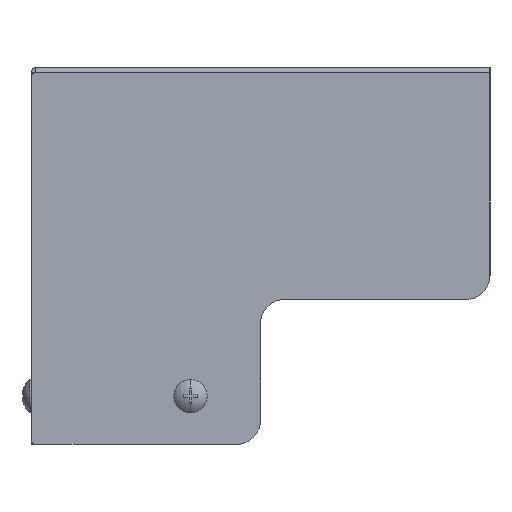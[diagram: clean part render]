
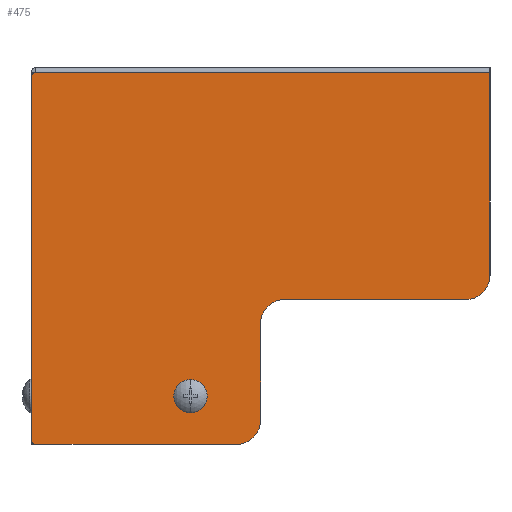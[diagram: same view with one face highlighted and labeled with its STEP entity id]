
A CAD part, left-side view. The second image highlights one B-rep face of the part: STEP entity #475.
In plain terms, the highlighted planar face has unit normal (-1, 0, 0).
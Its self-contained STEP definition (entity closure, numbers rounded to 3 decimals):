
#122 = ORIENTED_EDGE ( 'NONE', *, *, #1912, .F. ) ;
#123 = ORIENTED_EDGE ( 'NONE', *, *, #374, .F. ) ;
#124 = ORIENTED_EDGE ( 'NONE', *, *, #1913, .T. ) ;
#374 = EDGE_CURVE ( 'NONE', #2133, #2106, #3277, .T. ) ;
#475 = ADVANCED_FACE ( 'NONE', ( #3984, #3980 ), #3985, .T. ) ;
#485 = ORIENTED_EDGE ( 'NONE', *, *, #1909, .F. ) ;
#486 = ORIENTED_EDGE ( 'NONE', *, *, #1898, .F. ) ;
#487 = ORIENTED_EDGE ( 'NONE', *, *, #1915, .T. ) ;
#488 = ORIENTED_EDGE ( 'NONE', *, *, #1903, .F. ) ;
#489 = ORIENTED_EDGE ( 'NONE', *, *, #1916, .T. ) ;
#490 = ORIENTED_EDGE ( 'NONE', *, *, #1907, .F. ) ;
#491 = ORIENTED_EDGE ( 'NONE', *, *, #1917, .T. ) ;
#492 = ORIENTED_EDGE ( 'NONE', *, *, #1918, .T. ) ;
#493 = ORIENTED_EDGE ( 'NONE', *, *, #1919, .T. ) ;
#1368 = EDGE_LOOP ( 'NONE', ( #122, #123 ) ) ;
#1371 = EDGE_LOOP ( 'NONE', ( #124, #6836, #485, #486, #487, #488, #489, #490, #491, #492, #493 ) ) ;
#1898 = EDGE_CURVE ( 'NONE', #2107, #2118, #4277, .T. ) ;
#1903 = EDGE_CURVE ( 'NONE', #2113, #2087, #4282, .T. ) ;
#1907 = EDGE_CURVE ( 'NONE', #2111, #2103, #4283, .T. ) ;
#1909 = EDGE_CURVE ( 'NONE', #2118, #2086, #4313, .T. ) ;
#1912 = EDGE_CURVE ( 'NONE', #2106, #2133, #4521, .T. ) ;
#1913 = EDGE_CURVE ( 'NONE', #2114, #2119, #4314, .T. ) ;
#1914 = EDGE_CURVE ( 'NONE', #2119, #2086, #4519, .T. ) ;
#1915 = EDGE_CURVE ( 'NONE', #2107, #2087, #4525, .T. ) ;
#1916 = EDGE_CURVE ( 'NONE', #2113, #2103, #4527, .T. ) ;
#1917 = EDGE_CURVE ( 'NONE', #2111, #2088, #4529, .T. ) ;
#1918 = EDGE_CURVE ( 'NONE', #2088, #2093, #4332, .T. ) ;
#1919 = EDGE_CURVE ( 'NONE', #2093, #2114, #4533, .T. ) ;
#2086 = VERTEX_POINT ( 'NONE', #4935 ) ;
#2087 = VERTEX_POINT ( 'NONE', #4936 ) ;
#2088 = VERTEX_POINT ( 'NONE', #4937 ) ;
#2093 = VERTEX_POINT ( 'NONE', #4942 ) ;
#2103 = VERTEX_POINT ( 'NONE', #4952 ) ;
#2106 = VERTEX_POINT ( 'NONE', #4955 ) ;
#2107 = VERTEX_POINT ( 'NONE', #4956 ) ;
#2111 = VERTEX_POINT ( 'NONE', #4960 ) ;
#2113 = VERTEX_POINT ( 'NONE', #4962 ) ;
#2114 = VERTEX_POINT ( 'NONE', #4963 ) ;
#2118 = VERTEX_POINT ( 'NONE', #4967 ) ;
#2119 = VERTEX_POINT ( 'NONE', #4968 ) ;
#2133 = VERTEX_POINT ( 'NONE', #4982 ) ;
#3277 = CIRCLE ( 'NONE', #3281, 1.7 ) ;
#3281 = AXIS2_PLACEMENT_3D ( 'NONE', #3633, #3634, #3635 ) ;
#3412 = AXIS2_PLACEMENT_3D ( 'NONE', #3975, #3987, #3988 ) ;
#3633 = CARTESIAN_POINT ( 'NONE',  ( -68.75, 14.5, -68. ) ) ;
#3634 = DIRECTION ( 'NONE',  ( -1., 0., 0. ) ) ;
#3635 = DIRECTION ( 'NONE',  ( 0., 0., 1. ) ) ;
#3975 = CARTESIAN_POINT ( 'NONE',  ( -68.75, 47.5, -1. ) ) ;
#3980 = FACE_OUTER_BOUND ( 'NONE', #1371, .T. ) ;
#3984 = FACE_BOUND ( 'NONE', #1368, .T. ) ;
#3985 = PLANE ( 'NONE',  #3412 ) ;
#3987 = DIRECTION ( 'NONE',  ( -1., 0., 0. ) ) ;
#3988 = DIRECTION ( 'NONE',  ( 0., 0., 1. ) ) ;
#4268 = CARTESIAN_POINT ( 'NONE',  ( -68.75, -47.5, -1. ) ) ;
#4277 = LINE ( 'NONE', #4268, #4507 ) ;
#4281 = DIRECTION ( 'NONE',  ( 0., -1., 0. ) ) ;
#4282 = LINE ( 'NONE', #4296, #4508 ) ;
#4283 = LINE ( 'NONE', #4308, #4512 ) ;
#4296 = CARTESIAN_POINT ( 'NONE',  ( -68.75, 47.5, -1. ) ) ;
#4297 = DIRECTION ( 'NONE',  ( 0., 0., 1. ) ) ;
#4305 = CARTESIAN_POINT ( 'NONE',  ( -68.75, -47.5, -48. ) ) ;
#4308 = CARTESIAN_POINT ( 'NONE',  ( -68.75, 47.5, -78. ) ) ;
#4309 = DIRECTION ( 'NONE',  ( 0., 1., 0. ) ) ;
#4313 = LINE ( 'NONE', #4315, #4518 ) ;
#4314 = LINE ( 'NONE', #4305, #4522 ) ;
#4315 = CARTESIAN_POINT ( 'NONE',  ( -68.75, -47.5, -78. ) ) ;
#4316 = DIRECTION ( 'NONE',  ( 0., 0., -1. ) ) ;
#4322 = CARTESIAN_POINT ( 'NONE',  ( -68.75, 14.5, -68. ) ) ;
#4323 = DIRECTION ( 'NONE',  ( -1., 0., 0. ) ) ;
#4324 = DIRECTION ( 'NONE',  ( 0., 0., 1. ) ) ;
#4325 = DIRECTION ( 'NONE',  ( 0., -1., 0. ) ) ;
#4326 = CARTESIAN_POINT ( 'NONE',  ( -68.75, -42.5, -43. ) ) ;
#4327 = DIRECTION ( 'NONE',  ( -1., 0., 0. ) ) ;
#4328 = DIRECTION ( 'NONE',  ( 0., 0., 1. ) ) ;
#4329 = CARTESIAN_POINT ( 'NONE',  ( -68.75, 46.5, -2. ) ) ;
#4330 = DIRECTION ( 'NONE',  ( -1., 0., 0. ) ) ;
#4331 = DIRECTION ( 'NONE',  ( 0., 0., 1. ) ) ;
#4332 = LINE ( 'NONE', #4333, #4531 ) ;
#4333 = CARTESIAN_POINT ( 'NONE',  ( -68.75, 0., -78. ) ) ;
#4334 = CARTESIAN_POINT ( 'NONE',  ( -68.75, 46.5, -77. ) ) ;
#4335 = DIRECTION ( 'NONE',  ( -1., 0., 0. ) ) ;
#4336 = DIRECTION ( 'NONE',  ( 0., 0., 1. ) ) ;
#4337 = CARTESIAN_POINT ( 'NONE',  ( -68.75, 5., -73. ) ) ;
#4338 = DIRECTION ( 'NONE',  ( -1., 0., 0. ) ) ;
#4339 = DIRECTION ( 'NONE',  ( 0., 0., 1. ) ) ;
#4340 = DIRECTION ( 'NONE',  ( 0., 0., 1. ) ) ;
#4341 = CARTESIAN_POINT ( 'NONE',  ( -68.75, -5., -53. ) ) ;
#4342 = DIRECTION ( 'NONE',  ( 1., 0., 0. ) ) ;
#4343 = DIRECTION ( 'NONE',  ( 0., 0., 1. ) ) ;
#4507 = VECTOR ( 'NONE', #4281, 1000. ) ;
#4508 = VECTOR ( 'NONE', #4297, 1000. ) ;
#4512 = VECTOR ( 'NONE', #4309, 1000. ) ;
#4518 = VECTOR ( 'NONE', #4316, 1000. ) ;
#4519 = CIRCLE ( 'NONE', #4526, 5. ) ;
#4521 = CIRCLE ( 'NONE', #4523, 1.7 ) ;
#4522 = VECTOR ( 'NONE', #4325, 1000. ) ;
#4523 = AXIS2_PLACEMENT_3D ( 'NONE', #4322, #4323, #4324 ) ;
#4525 = CIRCLE ( 'NONE', #4528, 1. ) ;
#4526 = AXIS2_PLACEMENT_3D ( 'NONE', #4326, #4327, #4328 ) ;
#4527 = CIRCLE ( 'NONE', #4530, 1. ) ;
#4528 = AXIS2_PLACEMENT_3D ( 'NONE', #4329, #4330, #4331 ) ;
#4529 = CIRCLE ( 'NONE', #4532, 5. ) ;
#4530 = AXIS2_PLACEMENT_3D ( 'NONE', #4334, #4335, #4336 ) ;
#4531 = VECTOR ( 'NONE', #4340, 1000. ) ;
#4532 = AXIS2_PLACEMENT_3D ( 'NONE', #4337, #4338, #4339 ) ;
#4533 = CIRCLE ( 'NONE', #4535, 5. ) ;
#4535 = AXIS2_PLACEMENT_3D ( 'NONE', #4341, #4342, #4343 ) ;
#4935 = CARTESIAN_POINT ( 'NONE',  ( -68.75, -47.5, -43. ) ) ;
#4936 = CARTESIAN_POINT ( 'NONE',  ( -68.75, 47.5, -2. ) ) ;
#4937 = CARTESIAN_POINT ( 'NONE',  ( -68.75, 0., -73. ) ) ;
#4942 = CARTESIAN_POINT ( 'NONE',  ( -68.75, 0., -53. ) ) ;
#4952 = CARTESIAN_POINT ( 'NONE',  ( -68.75, 46.5, -78. ) ) ;
#4955 = CARTESIAN_POINT ( 'NONE',  ( -68.75, 14.5, -66.3 ) ) ;
#4956 = CARTESIAN_POINT ( 'NONE',  ( -68.75, 46.5, -1. ) ) ;
#4960 = CARTESIAN_POINT ( 'NONE',  ( -68.75, 5., -78. ) ) ;
#4962 = CARTESIAN_POINT ( 'NONE',  ( -68.75, 47.5, -77. ) ) ;
#4963 = CARTESIAN_POINT ( 'NONE',  ( -68.75, -5., -48. ) ) ;
#4967 = CARTESIAN_POINT ( 'NONE',  ( -68.75, -47.5, -1. ) ) ;
#4968 = CARTESIAN_POINT ( 'NONE',  ( -68.75, -42.5, -48. ) ) ;
#4982 = CARTESIAN_POINT ( 'NONE',  ( -68.75, 14.5, -69.7 ) ) ;
#6836 = ORIENTED_EDGE ( 'NONE', *, *, #1914, .T. ) ;
